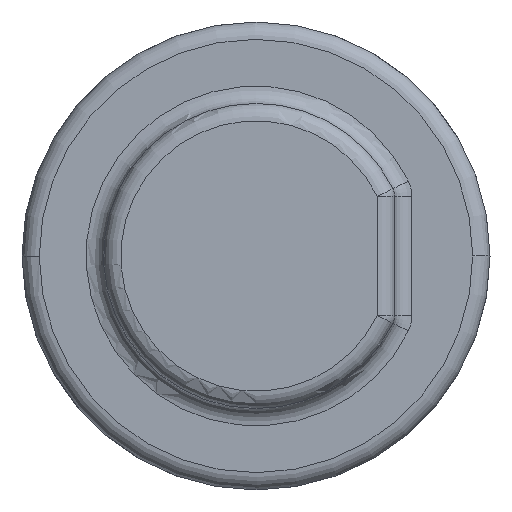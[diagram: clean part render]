
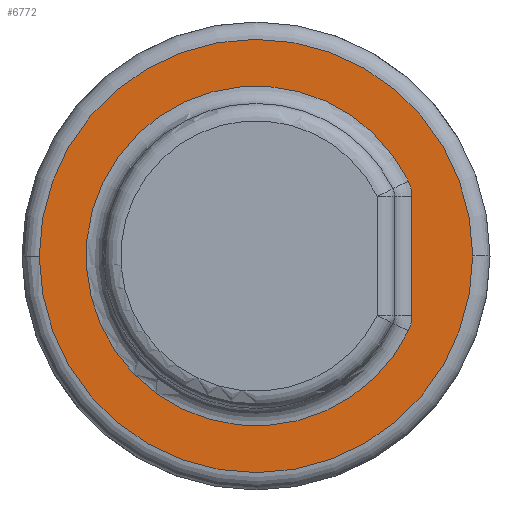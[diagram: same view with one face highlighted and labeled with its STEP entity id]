
A CAD part, left-side view. The second image highlights one B-rep face of the part: STEP entity #6772.
In plain terms, the highlighted planar face has unit normal (-1, 0, 0).
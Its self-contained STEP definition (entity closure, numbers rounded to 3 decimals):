
#85=CARTESIAN_POINT('',(-377.5,0.,0.));
#86=DIRECTION('',(1.,0.,0.));
#87=DIRECTION('',(0.,1.,0.));
#88=AXIS2_PLACEMENT_3D('',#85,#86,#87);
#90=CARTESIAN_POINT('',(-377.5,0.,0.));
#91=DIRECTION('',(1.,0.,0.));
#92=DIRECTION('',(0.,-1.,0.005));
#93=AXIS2_PLACEMENT_3D('',#90,#91,#92);
#95=CARTESIAN_POINT('',(-377.5,0.,0.));
#96=DIRECTION('',(1.,0.,0.));
#97=DIRECTION('',(0.,-1.,0.));
#98=AXIS2_PLACEMENT_3D('',#95,#96,#97);
#100=CARTESIAN_POINT('',(-377.5,0.,0.));
#101=DIRECTION('',(1.,0.,0.));
#102=DIRECTION('',(0.,1.,-0.005));
#103=AXIS2_PLACEMENT_3D('',#100,#101,#102);
#105=CARTESIAN_POINT('',(-377.5,-7.,3.441));
#106=DIRECTION('',(-1.,0.,0.));
#107=DIRECTION('',(0.,-1.,0.));
#108=AXIS2_PLACEMENT_3D('',#105,#106,#107);
#110=CARTESIAN_POINT('',(-377.5,0.,0.));
#111=DIRECTION('',(-1.,0.,0.));
#112=DIRECTION('',(0.,-0.897,0.441));
#113=AXIS2_PLACEMENT_3D('',#110,#111,#112);
#115=CARTESIAN_POINT('',(-377.5,0.,0.));
#116=DIRECTION('',(-1.,0.,0.));
#117=DIRECTION('',(0.,0.901,0.433));
#118=AXIS2_PLACEMENT_3D('',#115,#116,#117);
#120=CARTESIAN_POINT('',(-377.5,-7.,-3.441));
#121=DIRECTION('',(-1.,0.,0.));
#122=DIRECTION('',(0.,-0.897,-0.441));
#123=AXIS2_PLACEMENT_3D('',#120,#121,#122);
#166=DIRECTION('',(0.,0.,-1.));
#167=VECTOR('',#166,6.882);
#168=CARTESIAN_POINT('',(-377.5,-9.,3.441));
#169=LINE('',#168,#167);
#6157=CARTESIAN_POINT('',(-377.5,-12.5,0.));
#6158=VERTEX_POINT('',#6157);
#6159=CARTESIAN_POINT('',(-377.5,12.5,0.));
#6160=CARTESIAN_POINT('',(-377.5,-12.5,0.069));
#6161=VERTEX_POINT('',#6159);
#6162=VERTEX_POINT('',#6160);
#6163=CARTESIAN_POINT('',(-377.5,12.5,-0.069));
#6164=VERTEX_POINT('',#6163);
#6165=CARTESIAN_POINT('',(-377.5,-9.,3.441));
#6166=CARTESIAN_POINT('',(-377.5,-8.795,4.323));
#6167=VERTEX_POINT('',#6165);
#6168=VERTEX_POINT('',#6166);
#6169=CARTESIAN_POINT('',(-377.5,8.831,4.248));
#6170=CARTESIAN_POINT('',(-377.5,-8.795,-4.323));
#6171=VERTEX_POINT('',#6169);
#6172=VERTEX_POINT('',#6170);
#6173=CARTESIAN_POINT('',(-377.5,-9.,-3.441));
#6174=VERTEX_POINT('',#6173);
#6749=CARTESIAN_POINT('',(-377.5,0.,0.));
#6750=DIRECTION('',(1.,0.,0.));
#6751=DIRECTION('',(0.,-1.,0.));
#6752=AXIS2_PLACEMENT_3D('',#6749,#6750,#6751);
#6753=PLANE('',#6752);
#6754=ORIENTED_EDGE('',*,*,#6725,.T.);
#6755=ORIENTED_EDGE('',*,*,#6723,.T.);
#6756=ORIENTED_EDGE('',*,*,#6743,.T.);
#6757=ORIENTED_EDGE('',*,*,#6741,.T.);
#6758=EDGE_LOOP('',(#6754,#6755,#6756,#6757));
#6759=FACE_OUTER_BOUND('',#6758,.F.);
#6761=ORIENTED_EDGE('',*,*,#6760,.T.);
#6763=ORIENTED_EDGE('',*,*,#6762,.T.);
#6765=ORIENTED_EDGE('',*,*,#6764,.T.);
#6767=ORIENTED_EDGE('',*,*,#6766,.T.);
#6769=ORIENTED_EDGE('',*,*,#6768,.F.);
#6770=EDGE_LOOP('',(#6761,#6763,#6765,#6767,#6769));
#6771=FACE_BOUND('',#6770,.F.);
#6772=ADVANCED_FACE('',(#6759,#6771),#6753,.F.);
#89=CIRCLE('',#88,12.5);
#94=CIRCLE('',#93,12.5);
#99=CIRCLE('',#98,12.5);
#104=CIRCLE('',#103,12.5);
#109=CIRCLE('',#108,2.);
#114=CIRCLE('',#113,9.8);
#119=CIRCLE('',#118,9.8);
#124=CIRCLE('',#123,2.);
#6723=EDGE_CURVE('',#6162,#6158,#94,.T.);
#6725=EDGE_CURVE('',#6161,#6162,#89,.T.);
#6741=EDGE_CURVE('',#6164,#6161,#104,.T.);
#6743=EDGE_CURVE('',#6158,#6164,#99,.T.);
#6760=EDGE_CURVE('',#6167,#6168,#109,.T.);
#6762=EDGE_CURVE('',#6168,#6171,#114,.T.);
#6764=EDGE_CURVE('',#6171,#6172,#119,.T.);
#6766=EDGE_CURVE('',#6172,#6174,#124,.T.);
#6768=EDGE_CURVE('',#6167,#6174,#169,.T.);
